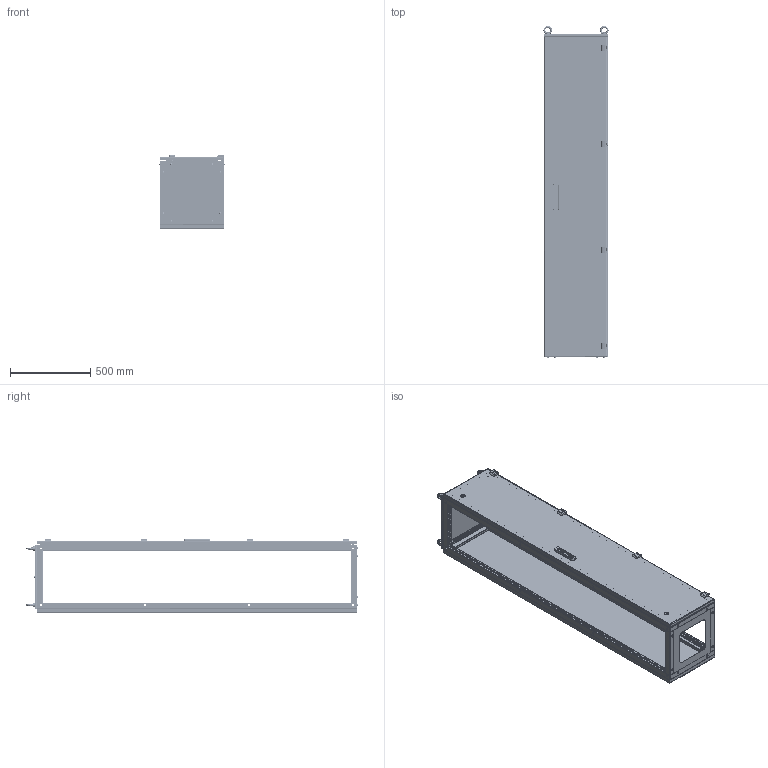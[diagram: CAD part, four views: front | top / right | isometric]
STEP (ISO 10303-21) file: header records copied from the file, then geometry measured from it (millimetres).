
FILE_DESCRIPTION (( 'STEP AP203' ), '1' );
FILE_NAME ('Êîðïóñ FORT IP31 (2000õ400õ400) EKF PROxima.STEP', '2020-10-23T11:53:10', ( '' ), ( '' ), 'SwSTEP 2.0', 'SolidWorks 2019', '' );
FILE_SCHEMA (( 'CONFIG_CONTROL_DESIGN' ));
Length unit declared in the file: millimetre
Products named in the file (57): ÌÈ-1175.01.00.000 ÑÁ Êàðêàñ 2000õ400õ400; pan head cross collar screw_din_DIN 967 - M4 x 16 - Z --- 14.6N; ÌÈ-1175.01.01.000 ÑÁ Ïðîôèëü ãîðèçîíòàëüíûé 400 âåðõíèé â ñáîðå; Ãàéêà çàêëàäíàÿ; Êîðïóñ äâåðíîé ðó÷êè Àòîñ; ÌÈ-1175.02.00.001 Äâåðü 400õ2000; hex thin nut gradeb_din_Hexagon Nut ISO 4036 - M6 - N; pan head cross recess screw_din_DIN EN ISO 7045 - M6 x 30 - Z - 30N; Óãëîâàÿ ïåòëÿ Àòîñ; pan head cross recess screw_din_DIN EN ISO 7045 - M6 x 40 - Z - 40N; 幄鍧 IC-2 900; 剒蜲錪 獲闃; Çàìîê â ñáîðå Àòîñ; Øïèëüêà Ì6õ12; plain washer large_din_Washer DIN 9021 - 13; ÌÈ-1025.01.00.004 Ïðîôèëü áîêîâîé 400 íèæíèé; hex nut gradec_din_Hexagon Nut ISO 4034 - M16 - N; countersunk raised head cross recess screw_din_DIN EN ISO 7047 - M4 x 10 - Z - 10N; ÌÈ-1175.01.01.001 Ïðîôèëü ãîðèçîíòàëüíûé âåðõíèé 400; ÌÈ-1175.03.00.001 Ñòåíêà çàäíÿÿ 400õ2000; ÌÈ-1193.03.00.000 ÑÁ Ñòåíêà çàäíÿÿ 400õ2000; Äåðæàòåëü òÿãè àòîñ; êîðïóñ ïåòëè1; ÌÈ-1193.00.00.001 Ïåðåãîðîäêà öîêîëÿ 400õ400; ÌÈ-1025.01.00.002 Ïðîôèëü áîêîâîé 400 âåðõíèé; Øïèëüêà ïðèâàðíàÿ Ì6õ25 DIN 13918; ÌÈ-1193.02.00.000 ÑÁ Äâåðü â ñáîðå; Êîðïóñ FORT IP31 (2000õ400õ400) EKF PROxima; Äåðæàòåëü øòîêà; Çàêëåïêà ãàå÷íàÿ Ì6 UNI 9203; ÌÈ-983.01.00.001 Ïðîôèëü âåðòèêàëüíûé 2000; Ãàéêà çàêëàäêàÿ Ì6; îñü ïåòëè; Ìåõàíèçì äâåðè Àòîñ; ÌÈ-1175.01.00.003 Ïðîôèëü ãîðèçîíòàëüíûé íèæíèé 400; ÌÈ-1175.05.00.001 Ïîòîëî÷íàÿ ïàíåëü 400õ400; lifting eye nut 01_din_DIN 582-M12-N; îñíîâàíèå ïåòëè1; pan head cross recess screw_din_DIN EN ISO 7045 - M6 x 20 - Z - 20N; 幄鍧 IC-2 1000 ...
Assembly tree (139 placements, depth 4):
  Êîðïóñ FORT IP31 (2000õ400õ400) EKF PROxima
    ÌÈ-1175.01.00.000 ÑÁ Êàðêàñ 2000õ400õ400
      ÌÈ-1175.01.01.000 ÑÁ Ïðîôèëü ãîðèçîíòàëüíûé 400 âåðõíèé â ñáîðå
        ÌÈ-1175.01.01.001 Ïðîôèëü ãîðèçîíòàëüíûé âåðõíèé 400
        Øïèëüêà Ì6õ12
      ÌÈ-983.01.00.001 Ïðîôèëü âåðòèêàëüíûé 2000  x4
      ÌÈ-1175.01.00.003 Ïðîôèëü ãîðèçîíòàëüíûé íèæíèé 400  x2
      ÌÈ-1025.01.00.002 Ïðîôèëü áîêîâîé 400 âåðõíèé  x2
      ÌÈ-1175.01.01.000 ÑÁ Ïðîôèëü ãîðèçîíòàëüíûé 400 âåðõíèé â ñáîðå
        ÌÈ-1175.01.01.001 Ïðîôèëü ãîðèçîíòàëüíûé âåðõíèé 400
        Øïèëüêà Ì6õ12
      ÌÈ-1025.01.00.004 Ïðîôèëü áîêîâîé 400 íèæíèé  x2
    ÌÈ-1175.05.00.001 Ïîòîëî÷íàÿ ïàíåëü 400õ400
    ÌÈ-1193.03.00.000 ÑÁ Ñòåíêà çàäíÿÿ 400õ2000
      ÌÈ-1175.03.00.001 Ñòåíêà çàäíÿÿ 400õ2000
      Øïèëüêà Ì6õ12
    ÌÈ-1193.00.00.001 Ïåðåãîðîäêà öîêîëÿ 400õ400
    pan head cross recess screw_din_DIN EN ISO 7045 - M6 x 20 - Z - 20N  x8
    Ãàéêà çàêëàäíàÿ
      Îáîëî÷êà ãàéêè çàêëàäíîé
      Ãàéêà çàêëàäêàÿ Ì6
    Ãàéêà çàêëàäíàÿ
      Îáîëî÷êà ãàéêè çàêëàäíîé
      Ãàéêà çàêëàäêàÿ Ì6
    Ãàéêà çàêëàäíàÿ
      Îáîëî÷êà ãàéêè çàêëàäíîé
      Ãàéêà çàêëàäêàÿ Ì6
    Ãàéêà çàêëàäíàÿ
      Îáîëî÷êà ãàéêè çàêëàäíîé
      Ãàéêà çàêëàäêàÿ Ì6
    Ãàéêà çàêëàäíàÿ
      Îáîëî÷êà ãàéêè çàêëàäíîé
      Ãàéêà çàêëàäêàÿ Ì6
    Ãàéêà çàêëàäíàÿ
      Îáîëî÷êà ãàéêè çàêëàäíîé
      Ãàéêà çàêëàäêàÿ Ì6
    Ãàéêà çàêëàäíàÿ
      Îáîëî÷êà ãàéêè çàêëàäíîé
      Ãàéêà çàêëàäêàÿ Ì6
    Ãàéêà çàêëàäíàÿ
      Îáîëî÷êà ãàéêè çàêëàäíîé
      Ãàéêà çàêëàäêàÿ Ì6
    lifting eye nut 01_din_DIN 582-M12-N  x4
    pan head cross recess screw_din_DIN EN ISO 7045 - M6 x 40 - Z - 40N  x8
    Çàêëåïêà ãàå÷íàÿ Ì6 UNI 9203  x8
    ÌÈ-1193.02.00.000 ÑÁ Äâåðü â ñáîðå
      ÌÈ-1175.02.00.001 Äâåðü 400õ2000
      Óãëîâàÿ ïåòëÿ Àòîñ
        îñíîâàíèå ïåòëè1
        êîðïóñ ïåòëè1
        îñü ïåòëè
      Óãëîâàÿ ïåòëÿ Àòîñ
        îñíîâàíèå ïåòëè1
        êîðïóñ ïåòëè1
        îñü ïåòëè
      Óãëîâàÿ ïåòëÿ Àòîñ
        îñíîâàíèå ïåòëè1
        êîðïóñ ïåòëè1
        îñü ïåòëè
      Óãëîâàÿ ïåòëÿ Àòîñ
Bounding box: 406.5 x 2072.48 x 466.98 mm (x, y, z)
Volume: 5273836.5 mm3; surface area: 7013463.4 mm2
Topology: 117 solids, 117 shells, 10906 faces, 29453 edges, 18792 vertices
Faces by surface type: plane 8732, cylinder 1204, cone 408, bspline 394, torus 120, sphere 48
Entity records: 117465 total; most frequent: CARTESIAN_POINT 25301, ORIENTED_EDGE 17656, DIRECTION 15890, EDGE_CURVE 8828, LINE 7448, VECTOR 7448, VERTEX_POINT 5690, EDGE_LOOP 4382
